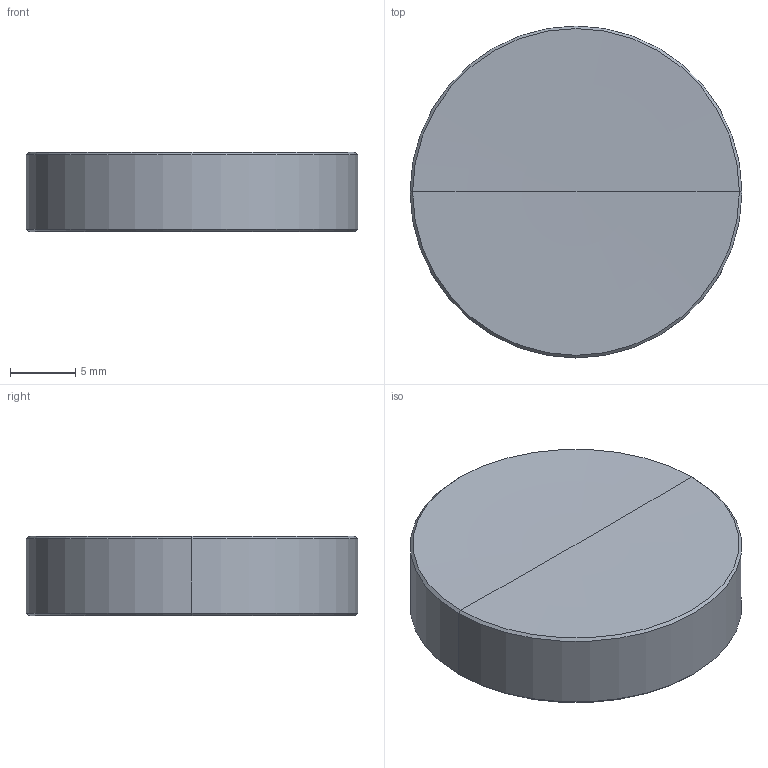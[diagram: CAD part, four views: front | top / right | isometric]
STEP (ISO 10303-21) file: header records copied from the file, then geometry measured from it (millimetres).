
FILE_DESCRIPTION (( 'STEP AP203' ), '1' );
FILE_NAME ('TTN153304-E0W.STEP', '2018-12-17T20:27:12', ( '' ), ( '' ), 'SwSTEP 2.0', 'SolidWorks 2018', '' );
FILE_SCHEMA (( 'CONFIG_CONTROL_DESIGN' ));
Length unit declared in the file: millimetre
Products named in the file (1): TTN153304-E0W
Bounding box: 25.4 x 25.4 x 6.08 mm (x, y, z)
Volume: 3057.5 mm3; surface area: 1479.7 mm2
Topology: 1 solids, 1 shells, 42 faces, 290 edges, 281 vertices
Faces by surface type: plane 34, cone 4, cylinder 2, torus 2
Entity records: 4101 total; most frequent: CARTESIAN_POINT 1888, ORIENTED_EDGE 576, EDGE_CURVE 288, VERTEX_POINT 281, DIRECTION 259, VECTOR 153, LINE 153, B_SPLINE_CURVE_WITH_KNOTS 125
